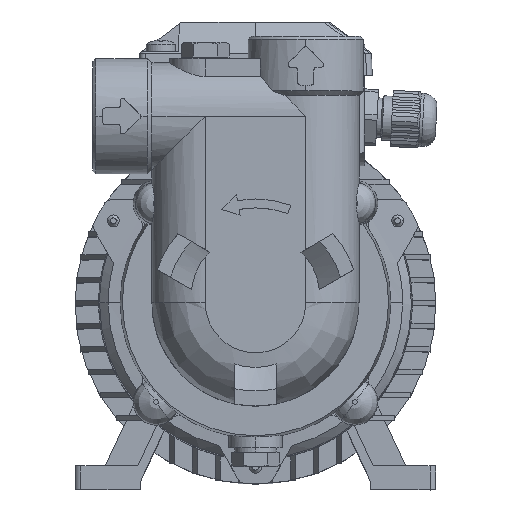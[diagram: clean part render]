
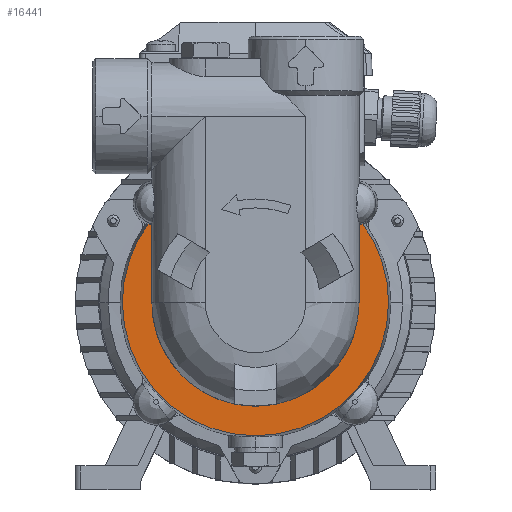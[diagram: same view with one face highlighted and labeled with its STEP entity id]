
A CAD part, top view. The second image highlights one B-rep face of the part: STEP entity #16441.
In plain terms, the highlighted planar face has unit normal (0, 0, 1).
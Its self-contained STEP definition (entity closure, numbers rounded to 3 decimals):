
#580 = CARTESIAN_POINT ( 'NONE',  ( 16.588, -56.412, -14. ) ) ;
#911 = ORIENTED_EDGE ( 'NONE', *, *, #54310, .T. ) ;
#1910 = ORIENTED_EDGE ( 'NONE', *, *, #12442, .T. ) ;
#1996 = CIRCLE ( 'NONE', #9354, 45. ) ;
#2733 = CARTESIAN_POINT ( 'NONE',  ( -50.588, -56.412, -14. ) ) ;
#2886 = CARTESIAN_POINT ( 'NONE',  ( 28., -90., -14. ) ) ;
#2986 = LINE ( 'NONE', #46741, #26507 ) ;
#4597 = ORIENTED_EDGE ( 'NONE', *, *, #46123, .F. ) ;
#6294 = VERTEX_POINT ( 'NONE', #32597 ) ;
#6879 = DIRECTION ( 'NONE',  ( -1., 0., 0. ) ) ;
#7221 = CIRCLE ( 'NONE', #39000, 7.37 ) ;
#9354 = AXIS2_PLACEMENT_3D ( 'NONE', #49071, #10668, #10118 ) ;
#9513 = ORIENTED_EDGE ( 'NONE', *, *, #17411, .F. ) ;
#9563 = CARTESIAN_POINT ( 'NONE',  ( 18., -93.044, -14. ) ) ;
#10118 = DIRECTION ( 'NONE',  ( -1., 0., 0. ) ) ;
#10285 = CARTESIAN_POINT ( 'NONE',  ( -17., -90., -14. ) ) ;
#10668 = DIRECTION ( 'NONE',  ( 0., 0., -1. ) ) ;
#10673 = LINE ( 'NONE', #9563, #16144 ) ;
#11414 = DIRECTION ( 'NONE',  ( 0., 0., -1. ) ) ;
#11541 = ORIENTED_EDGE ( 'NONE', *, *, #14698, .F. ) ;
#12442 = EDGE_CURVE ( 'NONE', #32037, #14635, #30194, .T. ) ;
#12811 = PLANE ( 'NONE',  #14034 ) ;
#13087 = DIRECTION ( 'NONE',  ( 1., 0., 0. ) ) ;
#14034 = AXIS2_PLACEMENT_3D ( 'NONE', #21895, #55452, #13087 ) ;
#14635 = VERTEX_POINT ( 'NONE', #35446 ) ;
#14698 = EDGE_CURVE ( 'NONE', #6294, #14635, #1996, .T. ) ;
#15856 = CARTESIAN_POINT ( 'NONE',  ( 18., -63.646, -14. ) ) ;
#15994 = CIRCLE ( 'NONE', #40501, 45. ) ;
#16144 = VECTOR ( 'NONE', #40829, 1000. ) ;
#16233 = VERTEX_POINT ( 'NONE', #2886 ) ;
#16441 = ADVANCED_FACE ( 'NONE', ( #55996 ), #12811, .T. ) ;
#17411 = EDGE_CURVE ( 'NONE', #49646, #16233, #15994, .T. ) ;
#21895 = CARTESIAN_POINT ( 'NONE',  ( 37., -36., -14. ) ) ;
#26122 = CARTESIAN_POINT ( 'NONE',  ( -52., -90., -14. ) ) ;
#26507 = VECTOR ( 'NONE', #33670, 1000. ) ;
#27006 = DIRECTION ( 'NONE',  ( -1., 0., 0. ) ) ;
#28067 = CARTESIAN_POINT ( 'NONE',  ( 18., -90., -14. ) ) ;
#28312 = DIRECTION ( 'NONE',  ( -1., 0., 0. ) ) ;
#28364 = AXIS2_PLACEMENT_3D ( 'NONE', #2733, #37130, #28312 ) ;
#29418 = CARTESIAN_POINT ( 'NONE',  ( -52., -63.646, -14. ) ) ;
#29423 = DIRECTION ( 'NONE',  ( 0., 0., -1. ) ) ;
#30194 = CIRCLE ( 'NONE', #28364, 7.37 ) ;
#32037 = VERTEX_POINT ( 'NONE', #29418 ) ;
#32105 = EDGE_CURVE ( 'NONE', #16233, #6294, #51541, .T. ) ;
#32597 = CARTESIAN_POINT ( 'NONE',  ( -62., -90., -14. ) ) ;
#32608 = VERTEX_POINT ( 'NONE', #26122 ) ;
#32851 = VERTEX_POINT ( 'NONE', #15856 ) ;
#33492 = VERTEX_POINT ( 'NONE', #28067 ) ;
#33670 = DIRECTION ( 'NONE',  ( 0., 1., 0. ) ) ;
#35026 = EDGE_CURVE ( 'NONE', #33492, #32608, #42576, .T. ) ;
#35446 = CARTESIAN_POINT ( 'NONE',  ( -53.22, -63.296, -14. ) ) ;
#36862 = EDGE_LOOP ( 'NONE', ( #911, #1910, #11541, #53873, #9513, #53945, #4597, #48716 ) ) ;
#37130 = DIRECTION ( 'NONE',  ( 0., 0., -1. ) ) ;
#37958 = AXIS2_PLACEMENT_3D ( 'NONE', #53455, #40109, #38502 ) ;
#38502 = DIRECTION ( 'NONE',  ( -1., 0., 0. ) ) ;
#39000 = AXIS2_PLACEMENT_3D ( 'NONE', #580, #52586, #27006 ) ;
#40109 = DIRECTION ( 'NONE',  ( 0., 0., -1. ) ) ;
#40501 = AXIS2_PLACEMENT_3D ( 'NONE', #10285, #11414, #6879 ) ;
#40829 = DIRECTION ( 'NONE',  ( 0., 1., 0. ) ) ;
#42576 = CIRCLE ( 'NONE', #52547, 35. ) ;
#46123 = EDGE_CURVE ( 'NONE', #33492, #32851, #10673, .T. ) ;
#46468 = CARTESIAN_POINT ( 'NONE',  ( -17., -90., -14. ) ) ;
#46741 = CARTESIAN_POINT ( 'NONE',  ( -52., -93.044, -14. ) ) ;
#47313 = DIRECTION ( 'NONE',  ( 1., 0., 0. ) ) ;
#48716 = ORIENTED_EDGE ( 'NONE', *, *, #35026, .T. ) ;
#48741 = EDGE_CURVE ( 'NONE', #49646, #32851, #7221, .T. ) ;
#49071 = CARTESIAN_POINT ( 'NONE',  ( -17., -90., -14. ) ) ;
#49646 = VERTEX_POINT ( 'NONE', #53219 ) ;
#51541 = CIRCLE ( 'NONE', #37958, 45. ) ;
#52547 = AXIS2_PLACEMENT_3D ( 'NONE', #46468, #29423, #47313 ) ;
#52586 = DIRECTION ( 'NONE',  ( 0., 0., -1. ) ) ;
#53219 = CARTESIAN_POINT ( 'NONE',  ( 19.22, -63.296, -14. ) ) ;
#53455 = CARTESIAN_POINT ( 'NONE',  ( -17., -90., -14. ) ) ;
#53873 = ORIENTED_EDGE ( 'NONE', *, *, #32105, .F. ) ;
#53945 = ORIENTED_EDGE ( 'NONE', *, *, #48741, .T. ) ;
#54310 = EDGE_CURVE ( 'NONE', #32608, #32037, #2986, .T. ) ;
#55452 = DIRECTION ( 'NONE',  ( 0., 0., 1. ) ) ;
#55996 = FACE_OUTER_BOUND ( 'NONE', #36862, .T. ) ;
